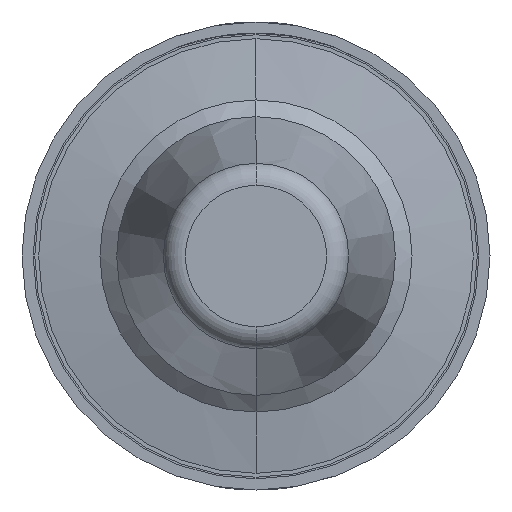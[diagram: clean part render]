
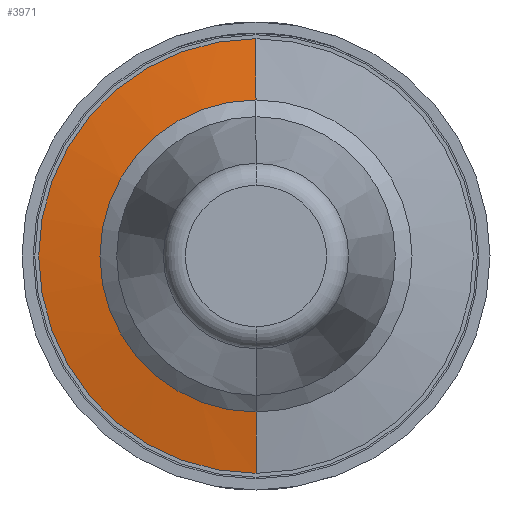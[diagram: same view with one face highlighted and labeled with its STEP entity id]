
A CAD part, front view. The second image highlights one B-rep face of the part: STEP entity #3971.
In plain terms, the highlighted conical face has half-angle 80.134 degrees and reference radius 0.8 mm.
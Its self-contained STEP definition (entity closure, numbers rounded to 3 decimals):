
#119 = EDGE_CURVE ( 'NONE', #4028, #4851, #4062, .T. ) ;
#155 = AXIS2_PLACEMENT_3D ( 'NONE', #2640, #5485, #4562 ) ;
#506 = VERTEX_POINT ( 'NONE', #905 ) ;
#519 = EDGE_CURVE ( 'NONE', #506, #718, #6017, .T. ) ;
#526 = EDGE_CURVE ( 'Defeature ausgef�hrt1_26+Defeature ausgef�hrt1_22+Defeature ausgef�hrt1_22+Defeature ausgef�hrt1_22', #506, #4028, #1211, .T. ) ;
#718 = VERTEX_POINT ( 'NONE', #1491 ) ;
#866 = CARTESIAN_POINT ( 'NONE',  ( 0., -41.4, 1.95 ) ) ;
#905 = CARTESIAN_POINT ( 'NONE',  ( 0., -41.586, -0.883 ) ) ;
#1012 = CARTESIAN_POINT ( 'NONE',  ( 0., -41.4, 0. ) ) ;
#1211 = CIRCLE ( 'NONE', #5162, 0.883 ) ;
#1491 = CARTESIAN_POINT ( 'NONE',  ( 0., -41.4, -1.95 ) ) ;
#1888 = ORIENTED_EDGE ( 'NONE', *, *, #5804, .F. ) ;
#1938 = CIRCLE ( 'NONE', #5941, 1.95 ) ;
#2242 = DIRECTION ( 'NONE',  ( 0., 0.171, -0.985 ) ) ;
#2430 = DIRECTION ( 'NONE',  ( 0., 0.171, 0.985 ) ) ;
#2433 = ORIENTED_EDGE ( 'NONE', *, *, #519, .F. ) ;
#2592 = ORIENTED_EDGE ( 'NONE', *, *, #119, .T. ) ;
#2636 = EDGE_LOOP ( 'NONE', ( #5621, #2592, #1888, #2433 ) ) ;
#2640 = CARTESIAN_POINT ( 'NONE',  ( 0., -41.6, 0. ) ) ;
#2779 = CARTESIAN_POINT ( 'NONE',  ( 0., -41.586, 0. ) ) ;
#2869 = VECTOR ( 'NONE', #2242, 1000. ) ;
#2872 = VECTOR ( 'NONE', #2430, 1000. ) ;
#3062 = CARTESIAN_POINT ( 'NONE',  ( 0., -41.586, 0.883 ) ) ;
#3326 = CARTESIAN_POINT ( 'NONE',  ( 0., -41.6, 0.8 ) ) ;
#3730 = DIRECTION ( 'NONE',  ( 0., 0., -1. ) ) ;
#3741 = FACE_OUTER_BOUND ( 'NONE', #2636, .T. ) ;
#3971 = ADVANCED_FACE ( 'Defeature ausgef�hrt1_26', ( #3741 ), #4193, .T. ) ;
#4028 = VERTEX_POINT ( 'NONE', #3062 ) ;
#4062 = LINE ( 'NONE', #3326, #2872 ) ;
#4193 = CONICAL_SURFACE ( 'NONE', #155, 0.8, 1.399 ) ;
#4343 = DIRECTION ( 'NONE',  ( 0., 0., -1. ) ) ;
#4562 = DIRECTION ( 'NONE',  ( 0., 0., -1. ) ) ;
#4748 = CARTESIAN_POINT ( 'NONE',  ( 0., -41.6, -0.8 ) ) ;
#4851 = VERTEX_POINT ( 'NONE', #866 ) ;
#5162 = AXIS2_PLACEMENT_3D ( 'NONE', #2779, #6118, #3730 ) ;
#5485 = DIRECTION ( 'NONE',  ( 0., 1., 0. ) ) ;
#5621 = ORIENTED_EDGE ( 'NONE', *, *, #526, .T. ) ;
#5743 = DIRECTION ( 'NONE',  ( 0., 1., 0. ) ) ;
#5804 = EDGE_CURVE ( 'Defeature ausgef�hrt1_25+Defeature ausgef�hrt1_26+Defeature ausgef�hrt1_26+Defeature ausgef�hrt1_26', #718, #4851, #1938, .T. ) ;
#5941 = AXIS2_PLACEMENT_3D ( 'NONE', #1012, #5743, #4343 ) ;
#6017 = LINE ( 'NONE', #4748, #2869 ) ;
#6118 = DIRECTION ( 'NONE',  ( 0., 1., 0. ) ) ;
